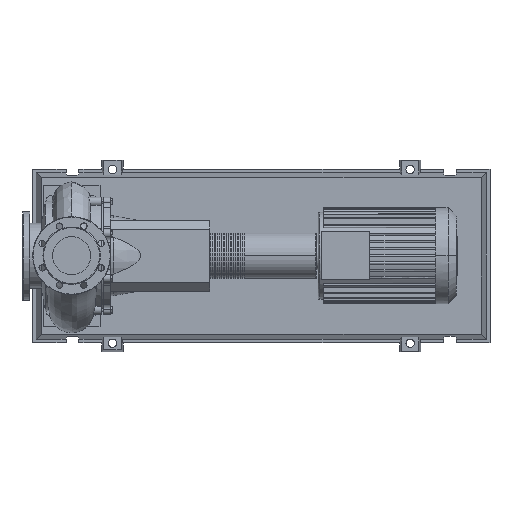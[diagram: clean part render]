
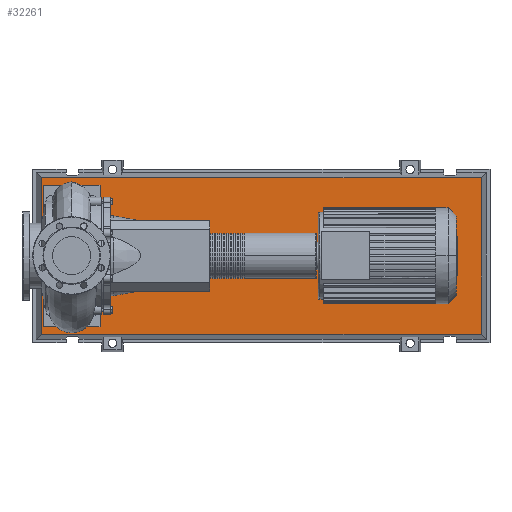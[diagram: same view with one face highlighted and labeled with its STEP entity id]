
A CAD part, top view. The second image highlights one B-rep face of the part: STEP entity #32261.
In plain terms, the highlighted planar face has unit normal (0, 0, 1).
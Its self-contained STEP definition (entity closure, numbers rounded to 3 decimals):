
#31942=CARTESIAN_POINT('',(1155.471,-220.471,103.0));
#31943=VERTEX_POINT('',#31942);
#31950=CARTESIAN_POINT('',(-85.471,-220.471,103.0));
#31951=VERTEX_POINT('',#31950);
#31952=CARTESIAN_POINT('',(1155.471,-220.471,103.0));
#31953=DIRECTION('',(-1.0,0.0,0.0));
#31954=VECTOR('',#31953,1240.941);
#31955=LINE('',#31952,#31954);
#31956=EDGE_CURVE('',#31943,#31951,#31955,.T.);
#32174=CARTESIAN_POINT('',(1155.471,220.471,103.0));
#32175=VERTEX_POINT('',#32174);
#32176=CARTESIAN_POINT('',(1155.471,220.471,103.0));
#32177=DIRECTION('',(0.0,-1.0,0.0));
#32178=VECTOR('',#32177,440.941);
#32179=LINE('',#32176,#32178);
#32180=EDGE_CURVE('',#32175,#31943,#32179,.T.);
#32198=CARTESIAN_POINT('',(-85.471,220.471,103.0));
#32199=VERTEX_POINT('',#32198);
#32200=CARTESIAN_POINT('',(-85.471,-220.471,103.0));
#32201=DIRECTION('',(0.0,1.0,0.0));
#32202=VECTOR('',#32201,440.941);
#32203=LINE('',#32200,#32202);
#32204=EDGE_CURVE('',#31951,#32199,#32203,.T.);
#32237=CARTESIAN_POINT('',(-85.471,220.471,103.0));
#32238=DIRECTION('',(1.0,0.0,0.0));
#32239=VECTOR('',#32238,1240.941);
#32240=LINE('',#32237,#32239);
#32241=EDGE_CURVE('',#32199,#32175,#32240,.T.);
#32250=CARTESIAN_POINT('',(535.,0.,103.0));
#32251=DIRECTION('',(0.0,0.0,1.0));
#32252=DIRECTION('',(1.0,0.0,0.0));
#32253=AXIS2_PLACEMENT_3D('',#32250,#32251,#32252);
#32254=PLANE('',#32253);
#32255=ORIENTED_EDGE('',*,*,#32180,.F.);
#32256=ORIENTED_EDGE('',*,*,#32241,.F.);
#32257=ORIENTED_EDGE('',*,*,#32204,.F.);
#32258=ORIENTED_EDGE('',*,*,#31956,.F.);
#32259=EDGE_LOOP('',(#32255,#32256,#32257,#32258));
#32260=FACE_OUTER_BOUND('',#32259,.T.);
#32261=ADVANCED_FACE('',(#32260),#32254,.T.);
